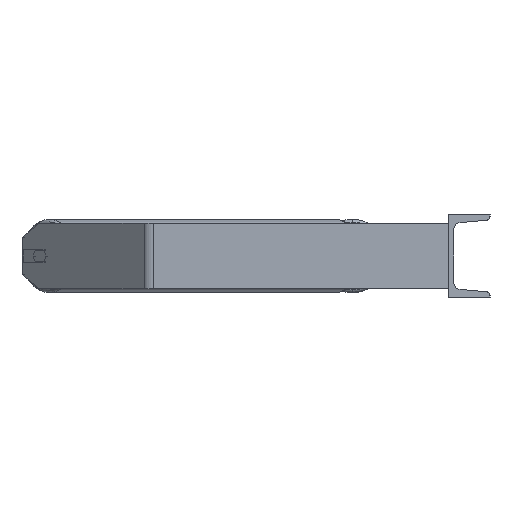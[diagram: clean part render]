
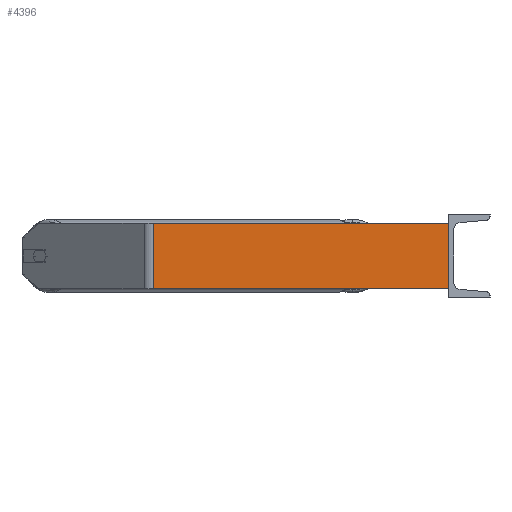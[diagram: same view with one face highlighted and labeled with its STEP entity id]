
A CAD part, left-side view. The second image highlights one B-rep face of the part: STEP entity #4396.
In plain terms, the highlighted planar face has unit normal (-1, 0, 0).
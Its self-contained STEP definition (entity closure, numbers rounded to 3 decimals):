
#19 = DIRECTION ( 'NONE',  ( 0., 1., 0. ) ) ;
#308 = LINE ( 'NONE', #986, #2394 ) ;
#314 = EDGE_CURVE ( 'NONE', #3599, #7778, #2276, .T. ) ;
#395 = DIRECTION ( 'NONE',  ( 0., -1., 0. ) ) ;
#474 = CARTESIAN_POINT ( 'NONE',  ( -785., 0., 40. ) ) ;
#873 = ORIENTED_EDGE ( 'NONE', *, *, #4577, .T. ) ;
#986 = CARTESIAN_POINT ( 'NONE',  ( -785., 364.947, 40. ) ) ;
#1335 = FACE_OUTER_BOUND ( 'NONE', #7281, .T. ) ;
#1531 = CARTESIAN_POINT ( 'NONE',  ( -785., 358.32, 40. ) ) ;
#1597 = DIRECTION ( 'NONE',  ( 1., 0., 0. ) ) ;
#2276 = LINE ( 'NONE', #5774, #7040 ) ;
#2394 = VECTOR ( 'NONE', #3799, 1000. ) ;
#2741 = VERTEX_POINT ( 'NONE', #7250 ) ;
#3208 = VECTOR ( 'NONE', #395, 1000. ) ;
#3599 = VERTEX_POINT ( 'NONE', #474 ) ;
#3799 = DIRECTION ( 'NONE',  ( 0., -1., 0. ) ) ;
#3801 = DIRECTION ( 'NONE',  ( 0., 0., -1. ) ) ;
#3987 = EDGE_CURVE ( 'NONE', #5262, #3599, #308, .T. ) ;
#4031 = ORIENTED_EDGE ( 'NONE', *, *, #3987, .F. ) ;
#4396 = ADVANCED_FACE ( 'NONE', ( #1335 ), #5644, .F. ) ;
#4577 = EDGE_CURVE ( 'NONE', #5262, #2741, #5877, .T. ) ;
#4602 = ORIENTED_EDGE ( 'NONE', *, *, #314, .F. ) ;
#4863 = CARTESIAN_POINT ( 'NONE',  ( -785., 0., -40. ) ) ;
#5096 = CARTESIAN_POINT ( 'NONE',  ( -785., 358.32, 40. ) ) ;
#5262 = VERTEX_POINT ( 'NONE', #1531 ) ;
#5409 = AXIS2_PLACEMENT_3D ( 'NONE', #6386, #1597, #19 ) ;
#5641 = DIRECTION ( 'NONE',  ( 0., 0., -1. ) ) ;
#5644 = PLANE ( 'NONE',  #5409 ) ;
#5715 = VECTOR ( 'NONE', #3801, 1000. ) ;
#5774 = CARTESIAN_POINT ( 'NONE',  ( -785., 0., 40. ) ) ;
#5877 = LINE ( 'NONE', #5096, #5715 ) ;
#5911 = LINE ( 'NONE', #7347, #3208 ) ;
#6386 = CARTESIAN_POINT ( 'NONE',  ( -785., 364.947, 40. ) ) ;
#6459 = ORIENTED_EDGE ( 'NONE', *, *, #8204, .T. ) ;
#7040 = VECTOR ( 'NONE', #5641, 1000. ) ;
#7250 = CARTESIAN_POINT ( 'NONE',  ( -785., 358.32, -40. ) ) ;
#7281 = EDGE_LOOP ( 'NONE', ( #6459, #4602, #4031, #873 ) ) ;
#7347 = CARTESIAN_POINT ( 'NONE',  ( -785., 364.947, -40. ) ) ;
#7778 = VERTEX_POINT ( 'NONE', #4863 ) ;
#8204 = EDGE_CURVE ( 'NONE', #2741, #7778, #5911, .T. ) ;
